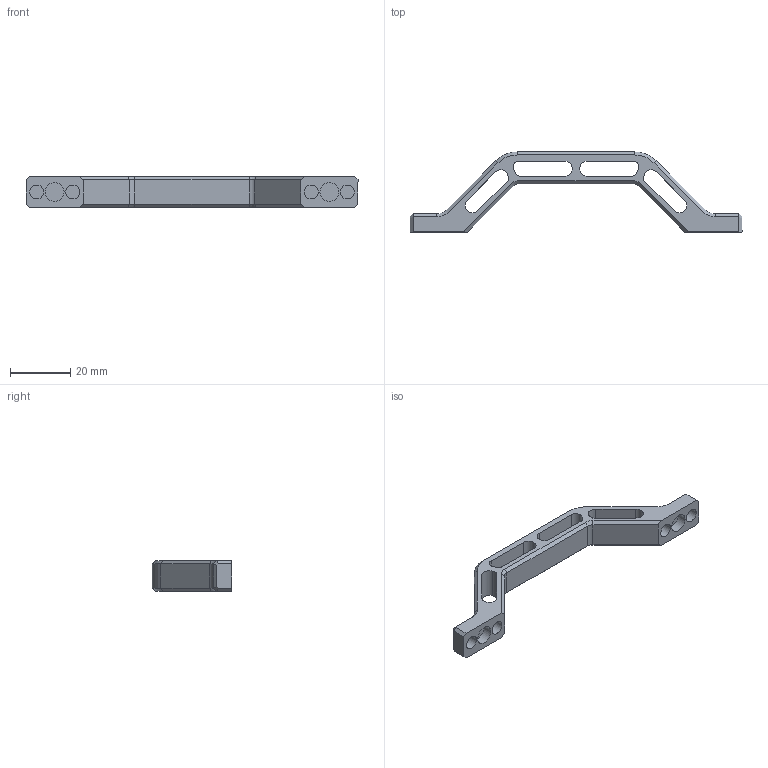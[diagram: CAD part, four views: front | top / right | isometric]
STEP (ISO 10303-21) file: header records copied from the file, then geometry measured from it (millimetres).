
FILE_DESCRIPTION(/* description */ (''),/* implementation_level */ '2;1');
FILE_NAME(/* name */ 'Handle_Mini_Front.step',/* time_stamp */ '2020-11-16T21:25:16+01:00',/* author */ (''),/* organization */ (''),/* preprocessor_version */ 'ST-DEVELOPER v18.1',/* originating_system */ 'Autodesk Translation Framework v9.3.0.1241',/* authorisation */ '');
FILE_SCHEMA (('AUTOMOTIVE_DESIGN { 1 0 10303 214 3 1 1 }'));
Length unit declared in the file: millimetre
Products named in the file (2): Handle_Mini; Door Handle
Assembly tree (1 placements, depth 2):
  Handle_Mini
    Door Handle
Bounding box: 110 x 26.5 x 10 mm (x, y, z)
Volume: 7187 mm3; surface area: 6072.5 mm2
Topology: 1 solids, 1 shells, 94 faces, 226 edges, 140 vertices
Faces by surface type: plane 58, cylinder 24, cone 12
Full cylindrical faces by diameter (mm): 4.6 x4, 6.2 x2
Entity records: 2770 total; most frequent: DIRECTION 480, CARTESIAN_POINT 463, ORIENTED_EDGE 452, EDGE_CURVE 226, LINE 166, VECTOR 166, AXIS2_PLACEMENT_3D 157, VERTEX_POINT 140
